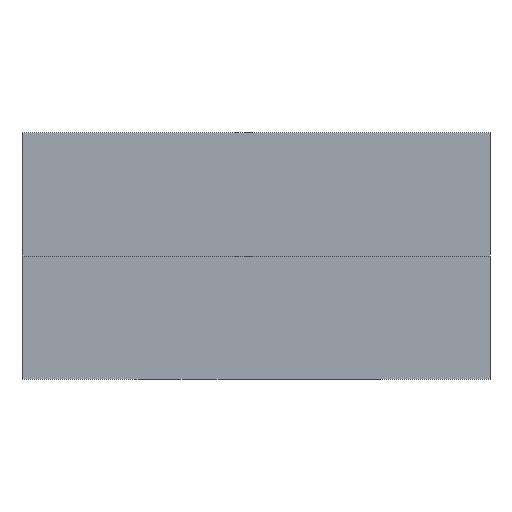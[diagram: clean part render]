
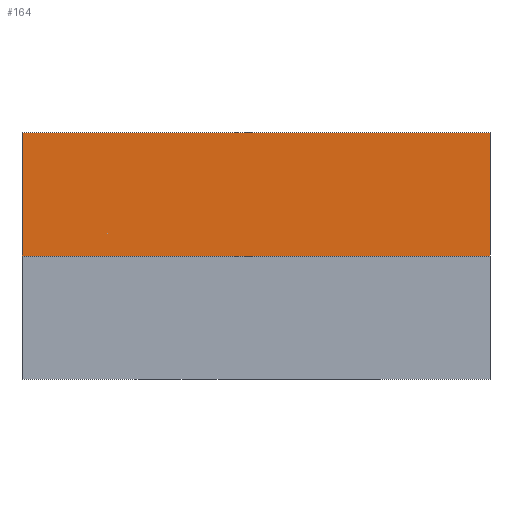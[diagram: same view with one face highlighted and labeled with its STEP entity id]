
A CAD part, front view. The second image highlights one B-rep face of the part: STEP entity #164.
In plain terms, the highlighted planar face has unit normal (0, -1, 0).
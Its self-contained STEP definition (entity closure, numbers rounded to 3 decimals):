
#21=FACE_OUTER_BOUND('',#30,.T.);
#30=EDGE_LOOP('',(#117,#118,#119,#120));
#44=LINE('',#253,#63);
#45=LINE('',#255,#64);
#46=LINE('',#257,#65);
#47=LINE('',#258,#66);
#63=VECTOR('',#207,10.);
#64=VECTOR('',#208,10.);
#65=VECTOR('',#209,10.);
#66=VECTOR('',#210,10.);
#82=VERTEX_POINT('',#251);
#83=VERTEX_POINT('',#252);
#84=VERTEX_POINT('',#254);
#85=VERTEX_POINT('',#256);
#96=EDGE_CURVE('',#82,#83,#44,.T.);
#97=EDGE_CURVE('',#82,#84,#45,.T.);
#98=EDGE_CURVE('',#85,#84,#46,.T.);
#99=EDGE_CURVE('',#83,#85,#47,.T.);
#117=ORIENTED_EDGE('',*,*,#96,.F.);
#118=ORIENTED_EDGE('',*,*,#97,.T.);
#119=ORIENTED_EDGE('',*,*,#98,.F.);
#120=ORIENTED_EDGE('',*,*,#99,.F.);
#156=PLANE('',#187);
#164=ADVANCED_FACE('',(#21),#156,.T.);
#187=AXIS2_PLACEMENT_3D('',#250,#205,#206);
#205=DIRECTION('center_axis',(0.,-1.,0.));
#206=DIRECTION('ref_axis',(1.,0.,0.));
#207=DIRECTION('',(-1.,0.,0.));
#208=DIRECTION('',(0.,0.,1.));
#209=DIRECTION('',(1.,0.,0.));
#210=DIRECTION('',(0.,0.,1.));
#250=CARTESIAN_POINT('Origin',(-1.9,4.8,0.));
#251=CARTESIAN_POINT('',(1.9,4.8,1.));
#252=CARTESIAN_POINT('',(-1.9,4.8,1.));
#253=CARTESIAN_POINT('',(-1.9,4.8,1.));
#254=CARTESIAN_POINT('',(1.9,4.8,2.));
#255=CARTESIAN_POINT('',(1.9,4.8,0.));
#256=CARTESIAN_POINT('',(-1.9,4.8,2.));
#257=CARTESIAN_POINT('',(-1.9,4.8,2.));
#258=CARTESIAN_POINT('',(-1.9,4.8,0.));
